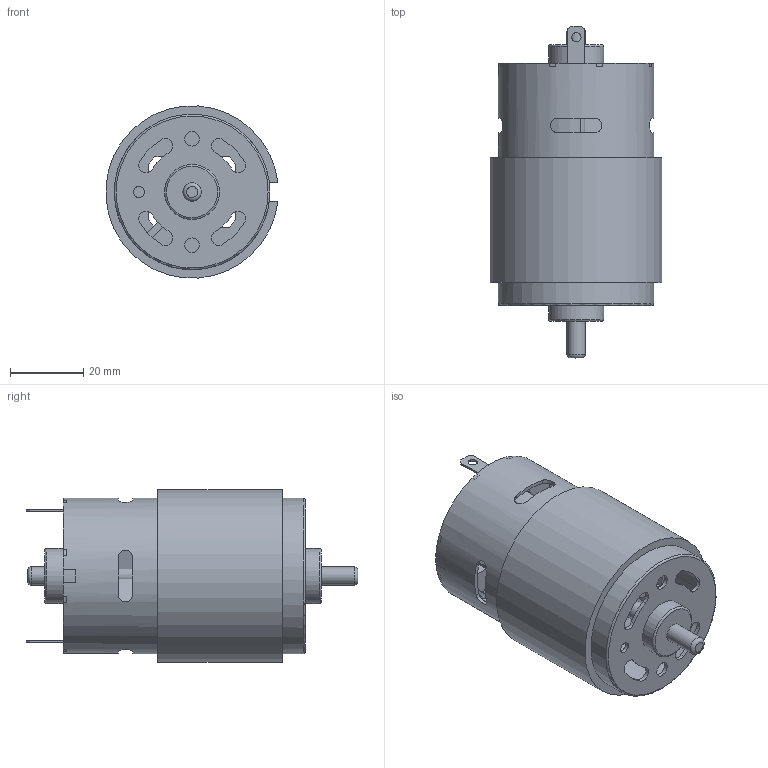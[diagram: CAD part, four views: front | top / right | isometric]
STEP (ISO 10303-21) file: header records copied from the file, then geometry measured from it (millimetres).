
FILE_DESCRIPTION( ( '' ), ' ' );
FILE_NAME( '5e353498e2655e1596113ed8.step', '2020-02-01T08:19:37', ( '' ), ( '' ), ' ', ' ', ' ' );
FILE_SCHEMA( ( 'AUTOMOTIVE_DESIGN { 1 0 10303 214 1 1 1 1 }' ) );
Length unit declared in the file: metre
Products named in the file (7): Assem1; Part 1; Part 2
Assembly tree (7 placements, depth 2):
  Assem1
    Part 1  x2
    Part 1
    Part 1
    Part 1
    Part 2
    Part 1
Bounding box: 46.78 x 90.4 x 46.86 mm (x, y, z)
Volume: 32344.1 mm3; surface area: 41451.1 mm2
Topology: 7 solids, 7 shells, 241 faces, 667 edges, 445 vertices
Faces by surface type: plane 150, cylinder 86, torus 5
Full cylindrical faces by diameter (mm): 2.5 x2, 3 x1, 4 x4, 5 x2, 15 x2, 40.4 x1, 42.4 x1
Entity records: 9094 total; most frequent: CARTESIAN_POINT 1770, DIRECTION 1308, ORIENTED_EDGE 1230, EDGE_CURVE 615, AXIS2_PLACEMENT_3D 469, VERTEX_POINT 419, LINE 370, VECTOR 370
